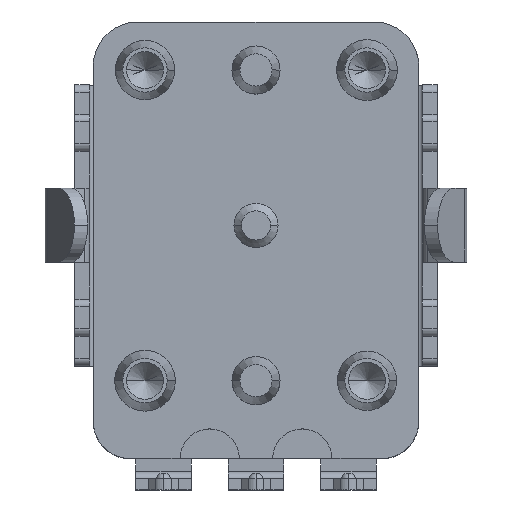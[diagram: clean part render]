
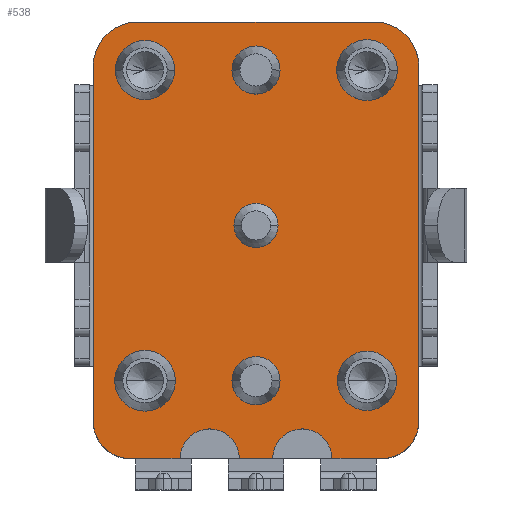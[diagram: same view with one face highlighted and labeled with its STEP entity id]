
A CAD part, top view. The second image highlights one B-rep face of the part: STEP entity #538.
In plain terms, the highlighted planar face has unit normal (0, 0, 1).
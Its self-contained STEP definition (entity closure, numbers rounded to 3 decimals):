
#538=ADVANCED_FACE('NONE',(#1441,#1442,#1443,#1444,#1445,#1446,#1447,#1448),#1449,.T.);
#1441=FACE_OUTER_BOUND('',#2730,.T.);
#1442=FACE_BOUND('',#2731,.T.);
#1443=FACE_BOUND('',#2732,.T.);
#1444=FACE_BOUND('',#2733,.T.);
#1445=FACE_BOUND('',#2734,.T.);
#1446=FACE_BOUND('',#2735,.T.);
#1447=FACE_BOUND('',#2736,.T.);
#1448=FACE_BOUND('',#2737,.T.);
#1449=PLANE('',#2738);
#2730=EDGE_LOOP('',(#4371,#4372,#4373,#4374,#4375,#4376,#4377,#4378,#4379,#4380,#4381,#4382));
#2731=EDGE_LOOP('',(#4383,#4384));
#2732=EDGE_LOOP('',(#4385,#4386));
#2733=EDGE_LOOP('',(#4387,#4388));
#2734=EDGE_LOOP('',(#4389,#4390));
#2735=EDGE_LOOP('',(#4391,#4392));
#2736=EDGE_LOOP('',(#4393,#4394));
#2737=EDGE_LOOP('',(#4395,#4396));
#2738=AXIS2_PLACEMENT_3D('',#4397,#4398,#4399);
#4371=ORIENTED_EDGE('',*,*,#8079,.F.);
#4372=ORIENTED_EDGE('',*,*,#8080,.T.);
#4373=ORIENTED_EDGE('',*,*,#8081,.T.);
#4374=ORIENTED_EDGE('',*,*,#8082,.T.);
#4375=ORIENTED_EDGE('',*,*,#8083,.T.);
#4376=ORIENTED_EDGE('',*,*,#8084,.T.);
#4377=ORIENTED_EDGE('',*,*,#8085,.T.);
#4378=ORIENTED_EDGE('',*,*,#8086,.T.);
#4379=ORIENTED_EDGE('',*,*,#8087,.T.);
#4380=ORIENTED_EDGE('',*,*,#8088,.T.);
#4381=ORIENTED_EDGE('',*,*,#8089,.F.);
#4382=ORIENTED_EDGE('',*,*,#8090,.T.);
#4383=ORIENTED_EDGE('',*,*,#8091,.F.);
#4384=ORIENTED_EDGE('',*,*,#7958,.F.);
#4385=ORIENTED_EDGE('',*,*,#7961,.F.);
#4386=ORIENTED_EDGE('',*,*,#8092,.F.);
#4387=ORIENTED_EDGE('',*,*,#8093,.F.);
#4388=ORIENTED_EDGE('',*,*,#7968,.F.);
#4389=ORIENTED_EDGE('',*,*,#7951,.F.);
#4390=ORIENTED_EDGE('',*,*,#8094,.F.);
#4391=ORIENTED_EDGE('',*,*,#7976,.F.);
#4392=ORIENTED_EDGE('',*,*,#8095,.F.);
#4393=ORIENTED_EDGE('',*,*,#7971,.F.);
#4394=ORIENTED_EDGE('',*,*,#8096,.F.);
#4395=ORIENTED_EDGE('',*,*,#7944,.T.);
#4396=ORIENTED_EDGE('',*,*,#8097,.T.);
#4397=CARTESIAN_POINT('',(0.0,0.0,4.48));
#4398=DIRECTION('',(0.0,0.0,1.0));
#4399=DIRECTION('',(1.0,0.0,0.0));
#7944=EDGE_CURVE('NONE',#9620,#9618,#9621,.T.);
#7951=EDGE_CURVE('NONE',#9630,#9631,#9632,.T.);
#7958=EDGE_CURVE('NONE',#9642,#9644,#9645,.T.);
#7961=EDGE_CURVE('NONE',#9648,#9649,#9650,.T.);
#7968=EDGE_CURVE('NONE',#9660,#9662,#9663,.T.);
#7971=EDGE_CURVE('NONE',#9666,#9667,#9668,.T.);
#7976=EDGE_CURVE('NONE',#9675,#9676,#9677,.T.);
#8079=EDGE_CURVE('NONE',#9845,#9846,#9847,.T.);
#8080=EDGE_CURVE('NONE',#9845,#9848,#9849,.T.);
#8081=EDGE_CURVE('NONE',#9848,#9850,#9851,.T.);
#8082=EDGE_CURVE('NONE',#9850,#9852,#9853,.T.);
#8083=EDGE_CURVE('NONE',#9852,#9854,#9855,.T.);
#8084=EDGE_CURVE('NONE',#9854,#9856,#9857,.T.);
#8085=EDGE_CURVE('NONE',#9856,#9858,#9859,.T.);
#8086=EDGE_CURVE('NONE',#9858,#9860,#9861,.T.);
#8087=EDGE_CURVE('NONE',#9860,#9862,#9863,.T.);
#8088=EDGE_CURVE('NONE',#9862,#9864,#9865,.T.);
#8089=EDGE_CURVE('NONE',#9866,#9864,#9867,.T.);
#8090=EDGE_CURVE('NONE',#9866,#9846,#9868,.T.);
#8091=EDGE_CURVE('NONE',#9644,#9642,#9869,.T.);
#8092=EDGE_CURVE('NONE',#9649,#9648,#9870,.T.);
#8093=EDGE_CURVE('NONE',#9662,#9660,#9871,.T.);
#8094=EDGE_CURVE('NONE',#9631,#9630,#9872,.T.);
#8095=EDGE_CURVE('NONE',#9676,#9675,#9873,.T.);
#8096=EDGE_CURVE('NONE',#9667,#9666,#9874,.T.);
#8097=EDGE_CURVE('NONE',#9618,#9620,#9875,.T.);
#9618=VERTEX_POINT('NONE',#12025);
#9620=VERTEX_POINT('NONE',#12028);
#9621=CIRCLE('',#12029,0.595);
#9630=VERTEX_POINT('NONE',#12041);
#9631=VERTEX_POINT('NONE',#12042);
#9632=CIRCLE('',#12043,0.8);
#9642=VERTEX_POINT('NONE',#12055);
#9644=VERTEX_POINT('NONE',#12058);
#9645=CIRCLE('',#12059,0.82);
#9648=VERTEX_POINT('NONE',#12063);
#9649=VERTEX_POINT('NONE',#12064);
#9650=CIRCLE('',#12065,0.8);
#9660=VERTEX_POINT('NONE',#12077);
#9662=VERTEX_POINT('NONE',#12080);
#9663=CIRCLE('',#12081,0.82);
#9666=VERTEX_POINT('NONE',#12085);
#9667=VERTEX_POINT('NONE',#12086);
#9668=CIRCLE('',#12087,0.65);
#9675=VERTEX_POINT('NONE',#12096);
#9676=VERTEX_POINT('NONE',#12097);
#9677=CIRCLE('',#12098,0.65);
#9845=VERTEX_POINT('NONE',#12306);
#9846=VERTEX_POINT('NONE',#12307);
#9847=CIRCLE('',#12308,0.8);
#9848=VERTEX_POINT('NONE',#12309);
#9849=LINE('',#12310,#12311);
#9850=VERTEX_POINT('NONE',#12312);
#9851=CIRCLE('',#12313,1.0);
#9852=VERTEX_POINT('NONE',#12314);
#9853=LINE('',#12315,#12316);
#9854=VERTEX_POINT('NONE',#12317);
#9855=CIRCLE('',#12318,1.2);
#9856=VERTEX_POINT('NONE',#12319);
#9857=LINE('',#12320,#12321);
#9858=VERTEX_POINT('NONE',#12322);
#9859=CIRCLE('',#12323,1.2);
#9860=VERTEX_POINT('NONE',#12324);
#9861=LINE('',#12325,#12326);
#9862=VERTEX_POINT('NONE',#12327);
#9863=CIRCLE('',#12328,1.0);
#9864=VERTEX_POINT('NONE',#12329);
#9865=LINE('',#12330,#12331);
#9866=VERTEX_POINT('NONE',#12332);
#9867=CIRCLE('',#12333,0.8);
#9868=LINE('',#12334,#12335);
#9869=CIRCLE('',#12336,0.82);
#9870=CIRCLE('',#12337,0.8);
#9871=CIRCLE('',#12338,0.82);
#9872=CIRCLE('',#12339,0.8);
#9873=CIRCLE('',#12340,0.65);
#9874=CIRCLE('',#12341,0.65);
#9875=CIRCLE('',#12342,0.595);
#12025=CARTESIAN_POINT('',(-0.595,0.,4.48));
#12028=CARTESIAN_POINT('',(0.595,0.,4.48));
#12029=AXIS2_PLACEMENT_3D('',#15003,#15004,#15005);
#12041=CARTESIAN_POINT('',(2.2,-4.2,4.48));
#12042=CARTESIAN_POINT('',(3.8,-4.2,4.48));
#12043=AXIS2_PLACEMENT_3D('',#15012,#15013,#15014);
#12055=CARTESIAN_POINT('',(-3.82,-4.2,4.48));
#12058=CARTESIAN_POINT('',(-2.18,-4.2,4.48));
#12059=AXIS2_PLACEMENT_3D('',#15024,#15025,#15026);
#12063=CARTESIAN_POINT('',(-2.2,4.2,4.48));
#12064=CARTESIAN_POINT('',(-3.8,4.2,4.48));
#12065=AXIS2_PLACEMENT_3D('',#15028,#15029,#15030);
#12077=CARTESIAN_POINT('',(3.82,4.2,4.48));
#12080=CARTESIAN_POINT('',(2.18,4.2,4.48));
#12081=AXIS2_PLACEMENT_3D('',#15040,#15041,#15042);
#12085=CARTESIAN_POINT('',(0.65,4.2,4.48));
#12086=CARTESIAN_POINT('',(-0.65,4.2,4.48));
#12087=AXIS2_PLACEMENT_3D('',#15044,#15045,#15046);
#12096=CARTESIAN_POINT('',(-0.65,-4.2,4.48));
#12097=CARTESIAN_POINT('',(0.65,-4.2,4.48));
#12098=AXIS2_PLACEMENT_3D('',#15052,#15053,#15054);
#12306=CARTESIAN_POINT('',(2.05,-6.3,4.48));
#12307=CARTESIAN_POINT('',(0.45,-6.3,4.48));
#12308=AXIS2_PLACEMENT_3D('',#15209,#15210,#15211);
#12309=CARTESIAN_POINT('',(3.4,-6.3,4.48));
#12310=CARTESIAN_POINT('',(-3.4,-6.3,4.48));
#12311=VECTOR('',#15212,1000.0);
#12312=CARTESIAN_POINT('',(4.4,-5.3,4.48));
#12313=AXIS2_PLACEMENT_3D('',#15213,#15214,#15215);
#12314=CARTESIAN_POINT('',(4.4,4.3,4.48));
#12315=CARTESIAN_POINT('',(4.4,4.3,4.48));
#12316=VECTOR('',#15216,1000.0);
#12317=CARTESIAN_POINT('',(3.2,5.5,4.48));
#12318=AXIS2_PLACEMENT_3D('',#15217,#15218,#15219);
#12319=CARTESIAN_POINT('',(-3.2,5.5,4.48));
#12320=CARTESIAN_POINT('',(-3.2,5.5,4.48));
#12321=VECTOR('',#15220,1000.0);
#12322=CARTESIAN_POINT('',(-4.4,4.3,4.48));
#12323=AXIS2_PLACEMENT_3D('',#15221,#15222,#15223);
#12324=CARTESIAN_POINT('',(-4.4,-5.3,4.48));
#12325=CARTESIAN_POINT('',(-4.4,4.3,4.48));
#12326=VECTOR('',#15224,1000.0);
#12327=CARTESIAN_POINT('',(-3.4,-6.3,4.48));
#12328=AXIS2_PLACEMENT_3D('',#15225,#15226,#15227);
#12329=CARTESIAN_POINT('',(-2.05,-6.3,4.48));
#12330=CARTESIAN_POINT('',(-3.4,-6.3,4.48));
#12331=VECTOR('',#15228,1000.0);
#12332=CARTESIAN_POINT('',(-0.45,-6.3,4.48));
#12333=AXIS2_PLACEMENT_3D('',#15229,#15230,#15231);
#12334=CARTESIAN_POINT('',(-3.4,-6.3,4.48));
#12335=VECTOR('',#15232,1000.0);
#12336=AXIS2_PLACEMENT_3D('',#15233,#15234,#15235);
#12337=AXIS2_PLACEMENT_3D('',#15236,#15237,#15238);
#12338=AXIS2_PLACEMENT_3D('',#15239,#15240,#15241);
#12339=AXIS2_PLACEMENT_3D('',#15242,#15243,#15244);
#12340=AXIS2_PLACEMENT_3D('',#15245,#15246,#15247);
#12341=AXIS2_PLACEMENT_3D('',#15248,#15249,#15250);
#12342=AXIS2_PLACEMENT_3D('',#15251,#15252,#15253);
#15003=CARTESIAN_POINT('',(0.,0.,4.48));
#15004=DIRECTION('',(0.0,0.0,-1.0));
#15005=DIRECTION('',(1.0,0.0,0.0));
#15012=CARTESIAN_POINT('',(3.,-4.2,4.48));
#15013=DIRECTION('',(0.,0.,1.0));
#15014=DIRECTION('',(-1.0,0.,0.0));
#15024=CARTESIAN_POINT('',(-3.,-4.2,4.48));
#15025=DIRECTION('',(0.0,0.0,1.0));
#15026=DIRECTION('',(1.0,0.0,0.0));
#15028=CARTESIAN_POINT('',(-3.0,4.2,4.48));
#15029=DIRECTION('',(0.0,-0.0,1.0));
#15030=DIRECTION('',(1.0,0.0,0.0));
#15040=CARTESIAN_POINT('',(3.0,4.2,4.48));
#15041=DIRECTION('',(0.0,0.0,1.0));
#15042=DIRECTION('',(1.0,0.0,0.0));
#15044=CARTESIAN_POINT('',(0.0,4.2,4.48));
#15045=DIRECTION('',(0.0,-0.0,1.0));
#15046=DIRECTION('',(1.0,0.0,0.0));
#15052=CARTESIAN_POINT('',(0.,-4.2,4.48));
#15053=DIRECTION('',(0.0,0.0,1.0));
#15054=DIRECTION('',(-1.0,0.,0.0));
#15209=CARTESIAN_POINT('',(1.25,-6.3,4.48));
#15210=DIRECTION('',(0.0,0.0,1.0));
#15211=DIRECTION('',(-1.0,0.0,0.0));
#15212=DIRECTION('',(1.0,0.,0.0));
#15213=CARTESIAN_POINT('',(3.4,-5.3,4.48));
#15214=DIRECTION('',(0.0,0.0,1.0));
#15215=DIRECTION('',(1.0,0.0,0.0));
#15216=DIRECTION('',(0.,1.0,-0.0));
#15217=CARTESIAN_POINT('',(3.2,4.3,4.48));
#15218=DIRECTION('',(0.0,0.0,1.0));
#15219=DIRECTION('',(-1.0,0.0,0.0));
#15220=DIRECTION('',(-1.0,0.,-0.0));
#15221=CARTESIAN_POINT('',(-3.2,4.3,4.48));
#15222=DIRECTION('',(0.0,0.0,1.0));
#15223=DIRECTION('',(1.0,0.0,0.0));
#15224=DIRECTION('',(0.0,-1.0,0.0));
#15225=CARTESIAN_POINT('',(-3.4,-5.3,4.48));
#15226=DIRECTION('',(0.0,0.0,1.0));
#15227=DIRECTION('',(1.0,0.0,0.0));
#15228=DIRECTION('',(1.0,0.,0.0));
#15229=CARTESIAN_POINT('',(-1.25,-6.3,4.48));
#15230=DIRECTION('',(0.0,0.0,1.0));
#15231=DIRECTION('',(-1.0,0.0,0.0));
#15232=DIRECTION('',(1.0,0.,0.0));
#15233=CARTESIAN_POINT('',(-3.,-4.2,4.48));
#15234=DIRECTION('',(0.0,0.0,1.0));
#15235=DIRECTION('',(1.0,0.0,0.0));
#15236=CARTESIAN_POINT('',(-3.0,4.2,4.48));
#15237=DIRECTION('',(0.0,-0.0,1.0));
#15238=DIRECTION('',(1.0,0.0,0.0));
#15239=CARTESIAN_POINT('',(3.0,4.2,4.48));
#15240=DIRECTION('',(0.0,0.0,1.0));
#15241=DIRECTION('',(1.0,0.0,0.0));
#15242=CARTESIAN_POINT('',(3.,-4.2,4.48));
#15243=DIRECTION('',(0.,0.,1.0));
#15244=DIRECTION('',(-1.0,0.,0.0));
#15245=CARTESIAN_POINT('',(0.,-4.2,4.48));
#15246=DIRECTION('',(0.0,0.0,1.0));
#15247=DIRECTION('',(-1.0,0.,0.0));
#15248=CARTESIAN_POINT('',(0.0,4.2,4.48));
#15249=DIRECTION('',(0.0,-0.0,1.0));
#15250=DIRECTION('',(1.0,0.0,0.0));
#15251=CARTESIAN_POINT('',(0.,0.,4.48));
#15252=DIRECTION('',(0.0,0.0,-1.0));
#15253=DIRECTION('',(1.0,0.0,0.0));
